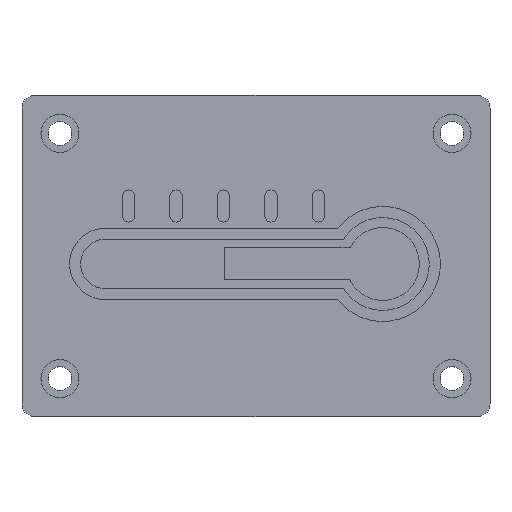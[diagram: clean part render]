
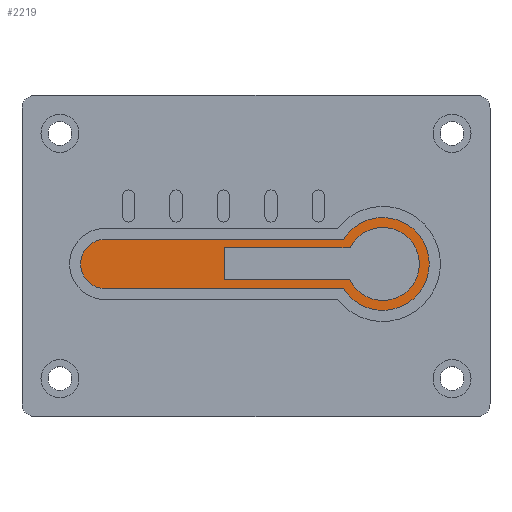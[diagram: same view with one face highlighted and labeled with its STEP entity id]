
A CAD part, top view. The second image highlights one B-rep face of the part: STEP entity #2219.
In plain terms, the highlighted planar face has unit normal (0, 0, 1).
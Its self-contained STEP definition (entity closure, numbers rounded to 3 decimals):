
#44=FACE_BOUND('',#410,.T.);
#57=CIRCLE('',#2286,5.776);
#67=CIRCLE('',#2312,7.343);
#69=CIRCLE('',#2316,3.894);
#268=FACE_OUTER_BOUND('',#409,.T.);
#409=EDGE_LOOP('',(#1860,#1861,#1862,#1863));
#410=EDGE_LOOP('',(#1864,#1865,#1866,#1867));
#466=LINE('',#3177,#692);
#469=LINE('',#3183,#695);
#472=LINE('',#3188,#698);
#490=LINE('',#3244,#716);
#495=LINE('',#3258,#721);
#692=VECTOR('',#2527,10.);
#695=VECTOR('',#2532,10.);
#698=VECTOR('',#2537,10.);
#716=VECTOR('',#2595,10.);
#721=VECTOR('',#2608,10.);
#916=VERTEX_POINT('',#3167);
#917=VERTEX_POINT('',#3168);
#920=VERTEX_POINT('',#3176);
#922=VERTEX_POINT('',#3182);
#940=VERTEX_POINT('',#3242);
#941=VERTEX_POINT('',#3243);
#944=VERTEX_POINT('',#3251);
#946=VERTEX_POINT('',#3257);
#1128=EDGE_CURVE('',#916,#917,#57,.T.);
#1132=EDGE_CURVE('',#920,#916,#466,.T.);
#1135=EDGE_CURVE('',#922,#920,#469,.T.);
#1138=EDGE_CURVE('',#917,#922,#472,.T.);
#1164=EDGE_CURVE('',#940,#941,#490,.T.);
#1168=EDGE_CURVE('',#944,#940,#67,.T.);
#1171=EDGE_CURVE('',#946,#944,#495,.T.);
#1174=EDGE_CURVE('',#941,#946,#69,.T.);
#1860=ORIENTED_EDGE('',*,*,#1164,.T.);
#1861=ORIENTED_EDGE('',*,*,#1174,.T.);
#1862=ORIENTED_EDGE('',*,*,#1171,.T.);
#1863=ORIENTED_EDGE('',*,*,#1168,.T.);
#1864=ORIENTED_EDGE('',*,*,#1128,.T.);
#1865=ORIENTED_EDGE('',*,*,#1138,.T.);
#1866=ORIENTED_EDGE('',*,*,#1135,.T.);
#1867=ORIENTED_EDGE('',*,*,#1132,.T.);
#2107=PLANE('',#2424);
#2219=ADVANCED_FACE('',(#268,#44),#2107,.T.);
#2286=AXIS2_PLACEMENT_3D('',#3169,#2519,#2520);
#2312=AXIS2_PLACEMENT_3D('',#3252,#2601,#2602);
#2316=AXIS2_PLACEMENT_3D('',#3263,#2613,#2614);
#2424=AXIS2_PLACEMENT_3D('',#3607,#2953,#2954);
#2519=DIRECTION('center_axis',(0.,0.,-1.));
#2520=DIRECTION('ref_axis',(-0.909,-0.417,0.));
#2527=DIRECTION('',(1.,0.,0.));
#2532=DIRECTION('',(0.,1.,0.));
#2537=DIRECTION('',(-1.,0.,0.));
#2595=DIRECTION('',(-1.,0.,0.));
#2601=DIRECTION('center_axis',(0.,0.,1.));
#2602=DIRECTION('ref_axis',(-0.848,-0.53,0.));
#2608=DIRECTION('',(1.,0.,0.));
#2613=DIRECTION('center_axis',(0.,0.,1.));
#2614=DIRECTION('ref_axis',(0.,1.,0.));
#2953=DIRECTION('center_axis',(0.,0.,1.));
#2954=DIRECTION('ref_axis',(1.,0.,0.));
#3167=CARTESIAN_POINT('',(49.87,24.702,22.));
#3168=CARTESIAN_POINT('',(49.795,19.727,22.));
#3169=CARTESIAN_POINT('Origin',(55.044,22.136,22.));
#3176=CARTESIAN_POINT('',(29.992,24.702,22.));
#3177=CARTESIAN_POINT('',(32.496,24.702,22.));
#3182=CARTESIAN_POINT('',(29.992,19.727,22.));
#3183=CARTESIAN_POINT('',(29.992,21.561,22.));
#3188=CARTESIAN_POINT('',(42.398,19.727,22.));
#3242=CARTESIAN_POINT('',(48.819,26.03,22.));
#3243=CARTESIAN_POINT('',(11.166,26.03,22.));
#3244=CARTESIAN_POINT('',(41.91,26.03,22.));
#3251=CARTESIAN_POINT('',(48.819,18.242,22.));
#3252=CARTESIAN_POINT('Origin',(55.044,22.136,22.));
#3257=CARTESIAN_POINT('',(11.166,18.242,22.));
#3258=CARTESIAN_POINT('',(23.083,18.242,22.));
#3263=CARTESIAN_POINT('Origin',(11.166,22.136,22.));
#3607=CARTESIAN_POINT('Origin',(35.,23.395,22.));
